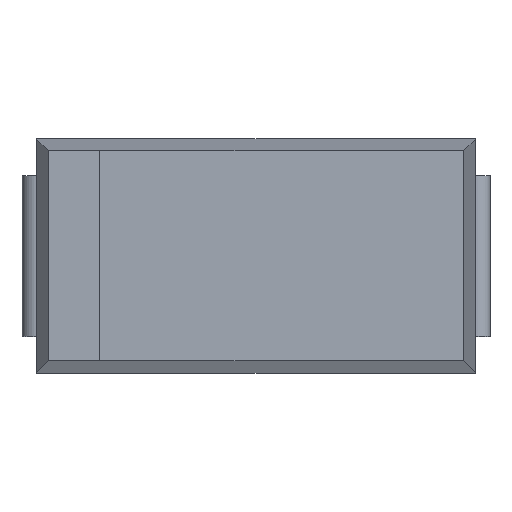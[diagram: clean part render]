
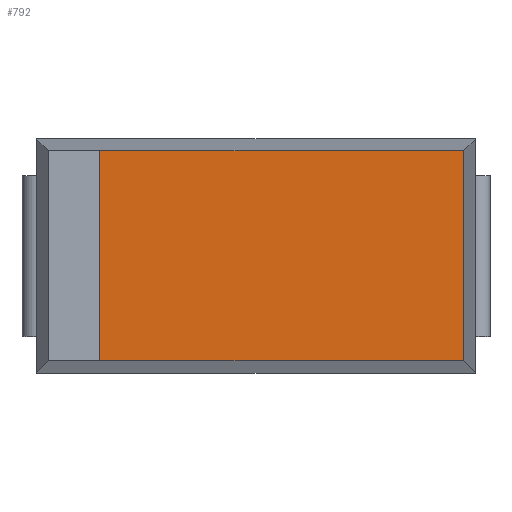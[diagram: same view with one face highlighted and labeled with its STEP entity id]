
A CAD part, top view. The second image highlights one B-rep face of the part: STEP entity #792.
In plain terms, the highlighted planar face has unit normal (0, 0, 1).
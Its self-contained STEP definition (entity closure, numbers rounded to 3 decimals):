
#7 = CARTESIAN_POINT ( 'NONE',  ( -2.137, -1.437, 2.7 ) ) ;
#23 = VERTEX_POINT ( 'NONE', #673 ) ;
#193 = DIRECTION ( 'NONE',  ( 1., 0., 0. ) ) ;
#225 = EDGE_LOOP ( 'NONE', ( #910, #703, #1128, #266 ) ) ;
#250 = EDGE_CURVE ( 'NONE', #484, #23, #971, .T. ) ;
#266 = ORIENTED_EDGE ( 'NONE', *, *, #250, .T. ) ;
#313 = VECTOR ( 'NONE', #979, 1000. ) ;
#349 = VECTOR ( 'NONE', #193, 1000. ) ;
#366 = DIRECTION ( 'NONE',  ( 0., 0., 1. ) ) ;
#415 = LINE ( 'NONE', #746, #438 ) ;
#436 = VERTEX_POINT ( 'NONE', #7 ) ;
#438 = VECTOR ( 'NONE', #845, 1000. ) ;
#451 = PLANE ( 'NONE',  #965 ) ;
#452 = DIRECTION ( 'NONE',  ( -1., 0., 0. ) ) ;
#484 = VERTEX_POINT ( 'NONE', #887 ) ;
#572 = CARTESIAN_POINT ( 'NONE',  ( -2.137, -1.437, 2.7 ) ) ;
#673 = CARTESIAN_POINT ( 'NONE',  ( -2.137, 1.437, 2.7 ) ) ;
#687 = CARTESIAN_POINT ( 'NONE',  ( 2.837, -1.437, 2.7 ) ) ;
#703 = ORIENTED_EDGE ( 'NONE', *, *, #1264, .T. ) ;
#739 = EDGE_CURVE ( 'NONE', #856, #484, #415, .T. ) ;
#746 = CARTESIAN_POINT ( 'NONE',  ( 2.837, 1.6, 2.7 ) ) ;
#792 = ADVANCED_FACE ( 'NONE', ( #960 ), #451, .T. ) ;
#845 = DIRECTION ( 'NONE',  ( 0., 1., 0. ) ) ;
#856 = VERTEX_POINT ( 'NONE', #687 ) ;
#866 = LINE ( 'NONE', #1073, #349 ) ;
#887 = CARTESIAN_POINT ( 'NONE',  ( 2.837, 1.437, 2.7 ) ) ;
#910 = ORIENTED_EDGE ( 'NONE', *, *, #1255, .F. ) ;
#940 = VECTOR ( 'NONE', #452, 1000. ) ;
#960 = FACE_OUTER_BOUND ( 'NONE', #225, .T. ) ;
#965 = AXIS2_PLACEMENT_3D ( 'NONE', #1142, #366, #1249 ) ;
#971 = LINE ( 'NONE', #1171, #940 ) ;
#979 = DIRECTION ( 'NONE',  ( 0., 1., 0. ) ) ;
#1062 = LINE ( 'NONE', #572, #313 ) ;
#1073 = CARTESIAN_POINT ( 'NONE',  ( 3., -1.437, 2.7 ) ) ;
#1128 = ORIENTED_EDGE ( 'NONE', *, *, #739, .T. ) ;
#1142 = CARTESIAN_POINT ( 'NONE',  ( 0., 0., 2.7 ) ) ;
#1171 = CARTESIAN_POINT ( 'NONE',  ( -3., 1.437, 2.7 ) ) ;
#1249 = DIRECTION ( 'NONE',  ( 1., 0., 0. ) ) ;
#1255 = EDGE_CURVE ( 'NONE', #436, #23, #1062, .T. ) ;
#1264 = EDGE_CURVE ( 'NONE', #436, #856, #866, .T. ) ;
